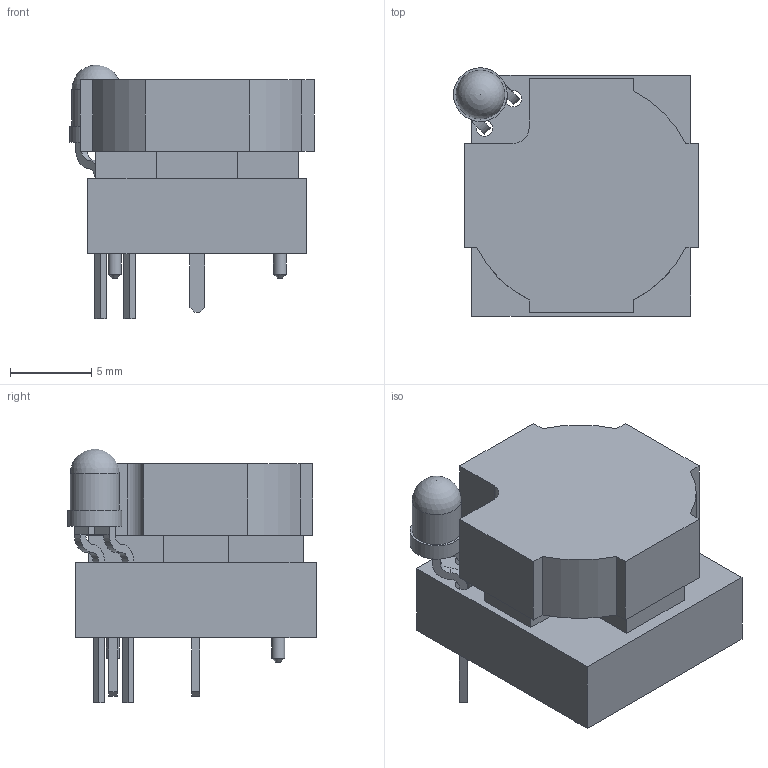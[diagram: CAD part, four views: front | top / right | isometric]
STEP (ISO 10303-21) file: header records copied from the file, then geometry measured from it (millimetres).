
FILE_DESCRIPTION(/* description */ (''),/* implementation_level */ '2;1');
FILE_NAME(/* name */ 'Marquardt_6425_3111.step',/* time_stamp */ '2020-11-02T14:20:55-08:00',/* author */ (''),/* organization */ (''),/* preprocessor_version */ 'ST-DEVELOPER v18.1',/* originating_system */ 'Autodesk Translation Framework v9.3.0.1241',/* authorisation */ '');
FILE_SCHEMA (('AUTOMOTIVE_DESIGN { 1 0 10303 214 3 1 1 }'));
Length unit declared in the file: millimetre
Products named in the file (7): Marquardt_6425_3111; Base; Plunger; PIns; LED; Body; Pins_1
Assembly tree (6 placements, depth 3):
  Marquardt_6425_3111
    Base
    Plunger
    PIns
    LED
      Body
      Pins_1
Bounding box: 15.05 x 15.25 x 15.6 mm (x, y, z)
Volume: 1695 mm3; surface area: 1774.5 mm2
Topology: 7 solids, 7 shells, 111 faces, 273 edges, 180 vertices
Faces by surface type: plane 90, cylinder 18, cone 2, sphere 1
Full cylindrical faces by diameter (mm): 0.8 x2, 1 x2, 3 x1, 3.3 x1
Entity records: 3481 total; most frequent: CARTESIAN_POINT 577, DIRECTION 562, ORIENTED_EDGE 544, EDGE_CURVE 272, LINE 232, VECTOR 232, VERTEX_POINT 180, AXIS2_PLACEMENT_3D 165
